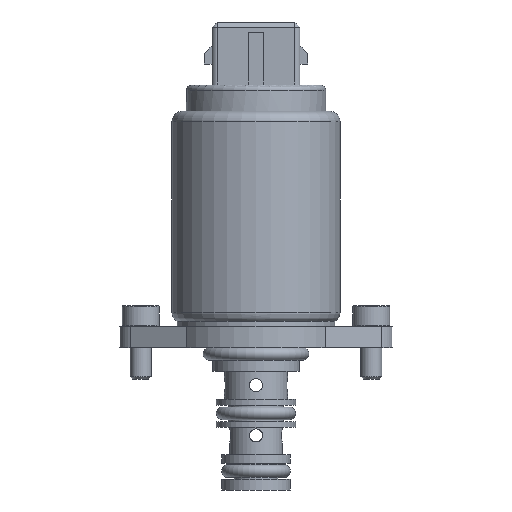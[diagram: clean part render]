
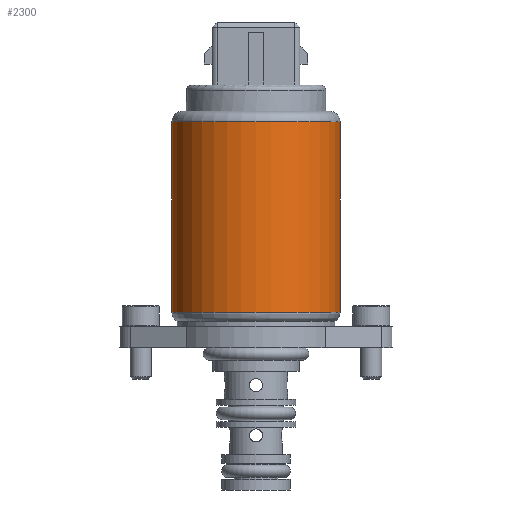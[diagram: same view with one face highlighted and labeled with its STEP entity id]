
A CAD part, left-side view. The second image highlights one B-rep face of the part: STEP entity #2300.
In plain terms, the highlighted cylindrical face has radius 16 mm (diameter 32 mm), a full revolution.
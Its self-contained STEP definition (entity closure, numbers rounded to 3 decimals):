
#462=CYLINDRICAL_SURFACE('',#3488,16.);
#1022=ORIENTED_EDGE('',*,*,#1385,.F.);
#1023=ORIENTED_EDGE('',*,*,#1382,.F.);
#1382=EDGE_CURVE('',#1596,#1596,#1713,.T.);
#1385=EDGE_CURVE('',#1599,#1599,#1716,.T.);
#1596=VERTEX_POINT('',#5106);
#1599=VERTEX_POINT('',#5113);
#1713=CIRCLE('',#3485,16.);
#1716=CIRCLE('',#3489,16.);
#1888=EDGE_LOOP('',(#1022));
#1889=EDGE_LOOP('',(#1023));
#2102=FACE_BOUND('',#1888,.T.);
#2103=FACE_BOUND('',#1889,.T.);
#2300=ADVANCED_FACE('',(#2102,#2103),#462,.T.);
#3485=AXIS2_PLACEMENT_3D('',#5105,#4091,#4092);
#3488=AXIS2_PLACEMENT_3D('',#5111,#4097,#4098);
#3489=AXIS2_PLACEMENT_3D('',#5112,#4099,#4100);
#4091=DIRECTION('',(0.,0.,-1.));
#4092=DIRECTION('',(1.,0.,0.));
#4097=DIRECTION('',(0.,0.,-1.));
#4098=DIRECTION('',(-1.,0.,0.));
#4099=DIRECTION('',(0.,0.,1.));
#4100=DIRECTION('',(-1.,0.,0.));
#5105=CARTESIAN_POINT('',(4.124,0.893,2.732));
#5106=CARTESIAN_POINT('',(-11.876,0.893,2.732));
#5111=CARTESIAN_POINT('',(4.124,0.893,1.));
#5112=CARTESIAN_POINT('',(4.124,0.893,39.));
#5113=CARTESIAN_POINT('',(20.124,0.893,39.));
